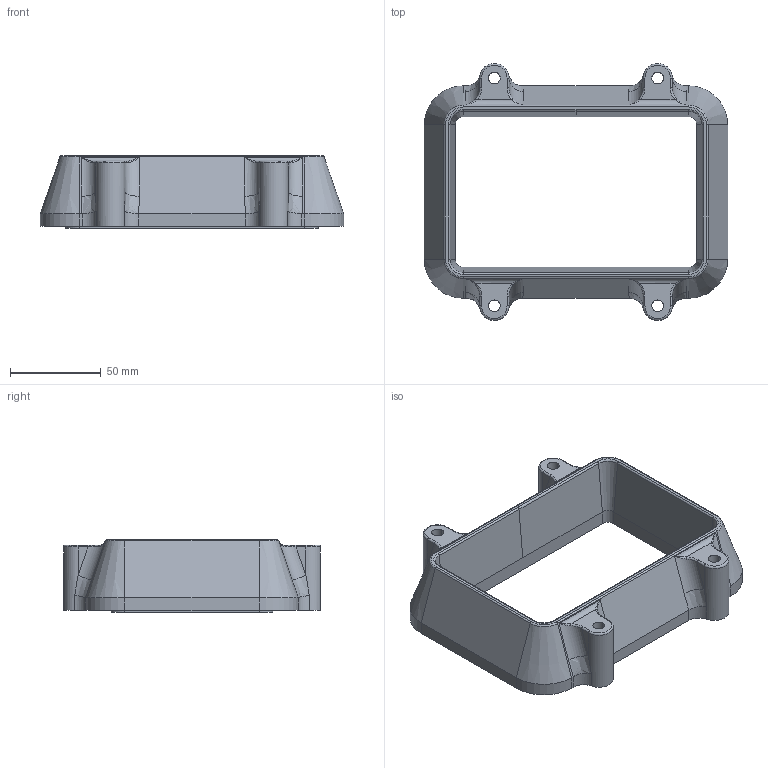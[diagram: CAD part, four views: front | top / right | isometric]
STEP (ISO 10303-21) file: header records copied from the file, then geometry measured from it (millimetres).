
FILE_DESCRIPTION (( 'STEP AP214' ), '1' );
FILE_NAME ('Tank.STEP', '2024-08-29T20:15:21', ( '' ), ( '' ), 'SwSTEP 2.0', 'SolidWorks 2024', '' );
FILE_SCHEMA (( 'AUTOMOTIVE_DESIGN' ));
Length unit declared in the file: millimetre
Products named in the file (1): Tank
Bounding box: 167 x 141.5 x 40 mm (x, y, z)
Volume: 200711.5 mm3; surface area: 64330.2 mm2
Topology: 1 solids, 1 shells, 234 faces, 545 edges, 331 vertices
Faces by surface type: cylinder 117, plane 69, bspline 24, torus 16, cone 8
Entity records: 7325 total; most frequent: CARTESIAN_POINT 2047, DIRECTION 1136, ORIENTED_EDGE 1074, EDGE_CURVE 537, AXIS2_PLACEMENT_3D 452, VERTEX_POINT 331, EDGE_LOOP 270, CIRCLE 241
